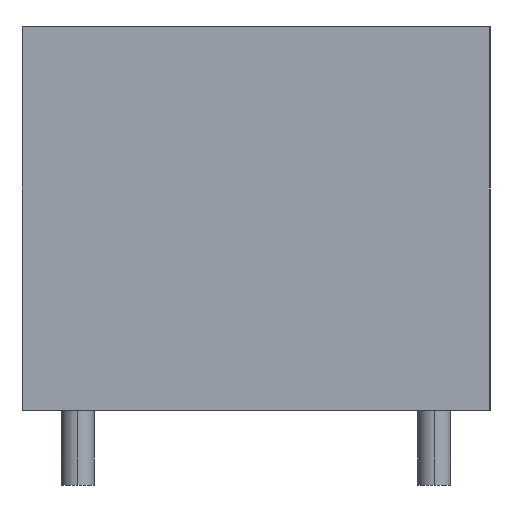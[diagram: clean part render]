
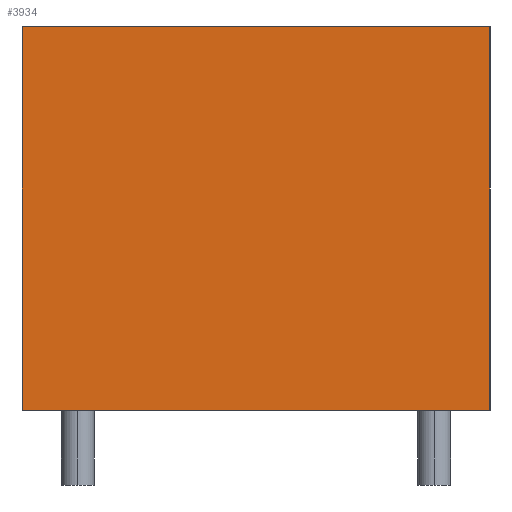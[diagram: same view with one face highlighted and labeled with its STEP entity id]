
A CAD part, left-side view. The second image highlights one B-rep face of the part: STEP entity #3934.
In plain terms, the highlighted planar face has unit normal (-1, 0, 0).
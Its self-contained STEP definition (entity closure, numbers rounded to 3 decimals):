
#50 = VERTEX_POINT ( 'NONE', #4114 ) ;
#53 = VERTEX_POINT ( 'NONE', #4171 ) ;
#376 = EDGE_LOOP ( 'NONE', ( #730, #731, #729, #733 ) ) ;
#729 = ORIENTED_EDGE ( 'NONE', *, *, #4014, .F. ) ;
#730 = ORIENTED_EDGE ( 'NONE', *, *, #1182, .T. ) ;
#731 = ORIENTED_EDGE ( 'NONE', *, *, #1187, .F. ) ;
#733 = ORIENTED_EDGE ( 'NONE', *, *, #1185, .T. ) ;
#856 = LINE ( 'NONE', #1441, #4382 ) ;
#857 = LINE ( 'NONE', #1449, #4436 ) ;
#859 = LINE ( 'NONE', #1453, #4400 ) ;
#926 = FACE_OUTER_BOUND ( 'NONE', #376, .T. ) ;
#1042 = LINE ( 'NONE', #2679, #3491 ) ;
#1182 = EDGE_CURVE ( 'NONE', #50, #53, #856, .T. ) ;
#1185 = EDGE_CURVE ( 'NONE', #4776, #50, #857, .T. ) ;
#1187 = EDGE_CURVE ( 'NONE', #4727, #53, #859, .T. ) ;
#1441 = CARTESIAN_POINT ( 'NONE',  ( 0., -8.137, 0. ) ) ;
#1442 = DIRECTION ( 'NONE',  ( 0., -1., 0. ) ) ;
#1449 = CARTESIAN_POINT ( 'NONE',  ( 0., 10., 8.2 ) ) ;
#1450 = DIRECTION ( 'NONE',  ( 0., 0., -1. ) ) ;
#1453 = CARTESIAN_POINT ( 'NONE',  ( 0., 0., 8.2 ) ) ;
#1454 = DIRECTION ( 'NONE',  ( 0., 0., -1. ) ) ;
#2195 = PLANE ( 'NONE',  #4458 ) ;
#2196 = CARTESIAN_POINT ( 'NONE',  ( 0., -8.137, 8.2 ) ) ;
#2197 = DIRECTION ( 'NONE',  ( 1., 0., 0. ) ) ;
#2198 = DIRECTION ( 'NONE',  ( 0., 1., 0. ) ) ;
#2679 = CARTESIAN_POINT ( 'NONE',  ( 0., -8.137, 8.2 ) ) ;
#2680 = DIRECTION ( 'NONE',  ( 0., -1., 0. ) ) ;
#3291 = CARTESIAN_POINT ( 'NONE',  ( 0., 0., 8.2 ) ) ;
#3340 = CARTESIAN_POINT ( 'NONE',  ( 0., 10., 8.2 ) ) ;
#3491 = VECTOR ( 'NONE', #2680, 1000. ) ;
#3934 = ADVANCED_FACE ( 'NONE', ( #926 ), #2195, .F. ) ;
#4014 = EDGE_CURVE ( 'NONE', #4776, #4727, #1042, .T. ) ;
#4114 = CARTESIAN_POINT ( 'NONE',  ( 0., 10., 0. ) ) ;
#4171 = CARTESIAN_POINT ( 'NONE',  ( 0., 0., 0. ) ) ;
#4382 = VECTOR ( 'NONE', #1442, 1000. ) ;
#4400 = VECTOR ( 'NONE', #1454, 1000. ) ;
#4436 = VECTOR ( 'NONE', #1450, 1000. ) ;
#4458 = AXIS2_PLACEMENT_3D ( 'NONE', #2196, #2197, #2198 ) ;
#4727 = VERTEX_POINT ( 'NONE', #3291 ) ;
#4776 = VERTEX_POINT ( 'NONE', #3340 ) ;
